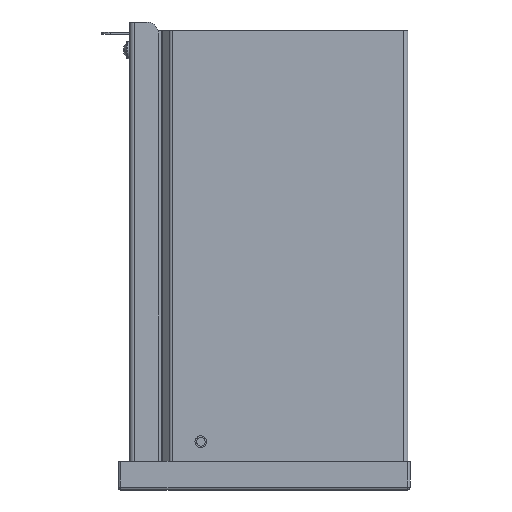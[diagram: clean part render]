
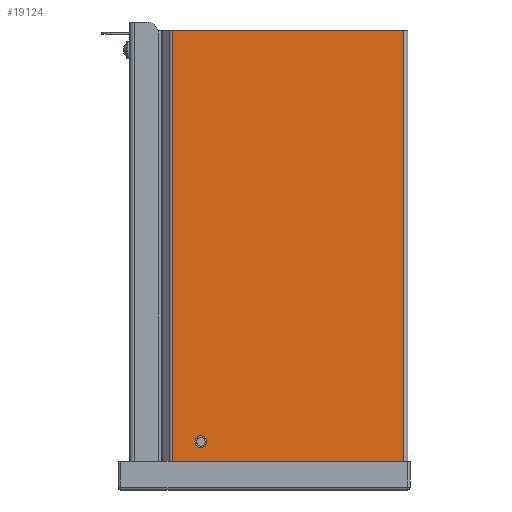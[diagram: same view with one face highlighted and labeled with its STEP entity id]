
A CAD part, left-side view. The second image highlights one B-rep face of the part: STEP entity #19124.
In plain terms, the highlighted planar face has unit normal (-1, 0, 0).
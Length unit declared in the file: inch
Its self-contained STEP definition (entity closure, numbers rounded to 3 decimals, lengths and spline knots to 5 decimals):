
#114 = ORIENTED_EDGE ( 'NONE', *, *, #6713, .T. ) ;
#262 = AXIS2_PLACEMENT_3D ( 'NONE', #10864, #4804, #15809 ) ;
#315 = DIRECTION ( 'NONE',  ( 0., 0., 1. ) ) ;
#316 = LINE ( 'NONE', #14804, #9041 ) ;
#448 = EDGE_CURVE ( 'NONE', #640, #5350, #8136, .T. ) ;
#640 = VERTEX_POINT ( 'NONE', #14829 ) ;
#766 = EDGE_CURVE ( 'NONE', #15331, #3492, #2590, .T. ) ;
#1308 = FACE_OUTER_BOUND ( 'NONE', #6029, .T. ) ;
#2049 = DIRECTION ( 'NONE',  ( 0., -1., 0. ) ) ;
#2590 = LINE ( 'NONE', #15222, #18887 ) ;
#3492 = VERTEX_POINT ( 'NONE', #16261 ) ;
#4509 = PLANE ( 'NONE',  #262 ) ;
#4804 = DIRECTION ( 'NONE',  ( -1., 0., 0. ) ) ;
#5350 = VERTEX_POINT ( 'NONE', #17113 ) ;
#5970 = FACE_BOUND ( 'NONE', #8500, .T. ) ;
#5996 = ORIENTED_EDGE ( 'NONE', *, *, #766, .F. ) ;
#6029 = EDGE_LOOP ( 'NONE', ( #5996, #9828, #13720, #10387 ) ) ;
#6351 = DIRECTION ( 'NONE',  ( 0., 0., -1. ) ) ;
#6713 = EDGE_CURVE ( 'NONE', #18706, #18706, #19549, .T. ) ;
#6727 = DIRECTION ( 'NONE',  ( 1., 0., 0. ) ) ;
#7206 = DIRECTION ( 'NONE',  ( 0., 1., 0. ) ) ;
#7312 = VECTOR ( 'NONE', #6351, 39.37008 ) ;
#7387 = DIRECTION ( 'NONE',  ( 0., 0., -1. ) ) ;
#8136 = LINE ( 'NONE', #15979, #7312 ) ;
#8500 = EDGE_LOOP ( 'NONE', ( #114 ) ) ;
#9041 = VECTOR ( 'NONE', #2049, 39.37008 ) ;
#9828 = ORIENTED_EDGE ( 'NONE', *, *, #10227, .T. ) ;
#10187 = CARTESIAN_POINT ( 'NONE',  ( -4., 0.0948, 0. ) ) ;
#10227 = EDGE_CURVE ( 'NONE', #15331, #640, #17977, .T. ) ;
#10387 = ORIENTED_EDGE ( 'NONE', *, *, #16733, .T. ) ;
#10864 = CARTESIAN_POINT ( 'NONE',  ( -4., 5.15, 0. ) ) ;
#11242 = AXIS2_PLACEMENT_3D ( 'NONE', #12817, #6727, #315 ) ;
#12544 = CARTESIAN_POINT ( 'NONE',  ( -4., 4.5, -8.857 ) ) ;
#12817 = CARTESIAN_POINT ( 'NONE',  ( -4., 4.5, -8.952 ) ) ;
#13720 = ORIENTED_EDGE ( 'NONE', *, *, #448, .T. ) ;
#14804 = CARTESIAN_POINT ( 'NONE',  ( -4., 5.15, -9.952 ) ) ;
#14829 = CARTESIAN_POINT ( 'NONE',  ( -4., 5.11976, 0. ) ) ;
#15222 = CARTESIAN_POINT ( 'NONE',  ( -4., 0.0948, 0. ) ) ;
#15331 = VERTEX_POINT ( 'NONE', #10187 ) ;
#15809 = DIRECTION ( 'NONE',  ( 0., 0., 1. ) ) ;
#15979 = CARTESIAN_POINT ( 'NONE',  ( -4., 5.11976, 0. ) ) ;
#16261 = CARTESIAN_POINT ( 'NONE',  ( -4., 0.0948, -9.952 ) ) ;
#16733 = EDGE_CURVE ( 'NONE', #5350, #3492, #316, .T. ) ;
#17113 = CARTESIAN_POINT ( 'NONE',  ( -4., 5.11976, -9.952 ) ) ;
#17977 = LINE ( 'NONE', #19652, #18352 ) ;
#18352 = VECTOR ( 'NONE', #7206, 39.37008 ) ;
#18706 = VERTEX_POINT ( 'NONE', #12544 ) ;
#18887 = VECTOR ( 'NONE', #7387, 39.37008 ) ;
#19124 = ADVANCED_FACE ( 'NONE', ( #5970, #1308 ), #4509, .T. ) ;
#19549 = CIRCLE ( 'NONE', #11242, 0.095 ) ;
#19652 = CARTESIAN_POINT ( 'NONE',  ( -4., 5.15, 0. ) ) ;
